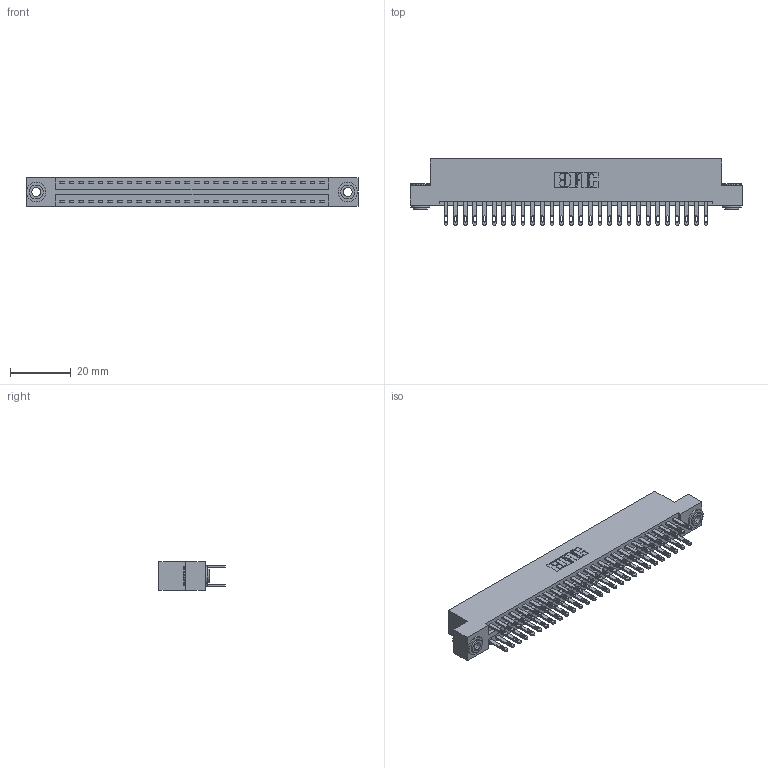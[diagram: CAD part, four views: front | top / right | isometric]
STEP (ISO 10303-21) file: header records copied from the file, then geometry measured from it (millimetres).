
FILE_DESCRIPTION (( 'STEP AP203' ), '1' );
FILE_NAME ('896-056-500-203.STEP', '2021-07-28T00:02:10', ( '' ), ( '' ), 'SwSTEP 2.0', 'SolidWorks 2020', '' );
FILE_SCHEMA (( 'CONFIG_CONTROL_DESIGN' ));
Length unit declared in the file: inch
Products named in the file (4): 896-056-500-203; 345-292-001_345-293-100; 345-250-002_345-250-002-102; 846 Part_Flush Mounting Lugs - 0.156 Dia-TH
Assembly tree (59 placements, depth 2):
  896-056-500-203
    846 Part_Flush Mounting Lugs - 0.156 Dia-TH
    345-292-001_345-293-100  x56
    345-250-002_345-250-002-102  x2
Bounding box: 109.47 x 21.84 x 9.4 mm (x, y, z)
Volume: 10756.9 mm3; surface area: 15366.3 mm2
Topology: 59 solids, 59 shells, 2848 faces, 8637 edges, 5754 vertices
Faces by surface type: plane 1710, cylinder 1130, cone 8
Entity records: 20738 total; most frequent: CARTESIAN_POINT 3411, ORIENTED_EDGE 3338, DIRECTION 3091, EDGE_CURVE 1669, VECTOR 1397, LINE 1397, VERTEX_POINT 1110, AXIS2_PLACEMENT_3D 847
